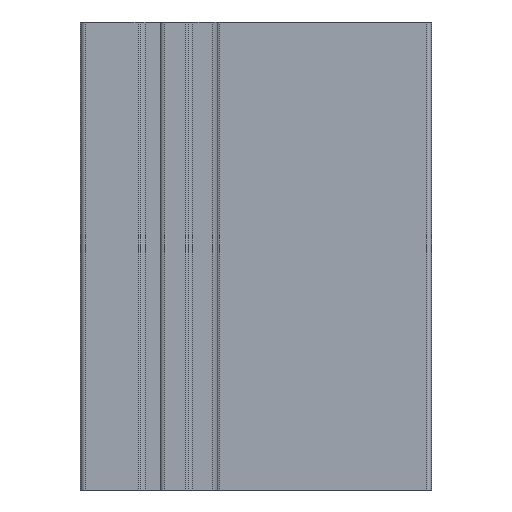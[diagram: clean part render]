
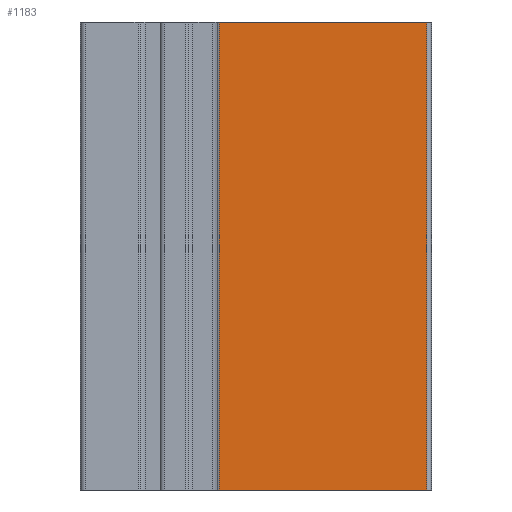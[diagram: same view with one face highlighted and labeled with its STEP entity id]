
A CAD part, front view. The second image highlights one B-rep face of the part: STEP entity #1183.
In plain terms, the highlighted planar face has unit normal (0, -1, 0).
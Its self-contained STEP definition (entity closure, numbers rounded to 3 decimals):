
#45=PLANE('',#1319);
#105=FACE_OUTER_BOUND('',#165,.T.);
#165=EDGE_LOOP('',(#1035,#1036,#1037,#1038));
#184=LINE('',#1738,#302);
#215=LINE('',#1843,#333);
#225=LINE('',#1867,#343);
#284=LINE('',#2022,#402);
#302=VECTOR('',#1376,10.);
#333=VECTOR('',#1467,10.);
#343=VECTOR('',#1493,10.);
#402=VECTOR('',#1670,10.);
#486=VERTEX_POINT('',#1735);
#487=VERTEX_POINT('',#1737);
#531=VERTEX_POINT('',#1841);
#537=VERTEX_POINT('',#1866);
#605=EDGE_CURVE('',#487,#486,#184,.T.);
#658=EDGE_CURVE('',#531,#486,#215,.T.);
#670=EDGE_CURVE('',#487,#537,#225,.T.);
#748=EDGE_CURVE('',#537,#531,#284,.T.);
#1035=ORIENTED_EDGE('',*,*,#658,.F.);
#1036=ORIENTED_EDGE('',*,*,#748,.F.);
#1037=ORIENTED_EDGE('',*,*,#670,.F.);
#1038=ORIENTED_EDGE('',*,*,#605,.T.);
#1183=ADVANCED_FACE('',(#105),#45,.T.);
#1319=AXIS2_PLACEMENT_3D('',#2021,#1668,#1669);
#1376=DIRECTION('',(1.,0.,0.));
#1467=DIRECTION('',(0.,0.,-1.));
#1493=DIRECTION('',(0.,0.,1.));
#1668=DIRECTION('center_axis',(0.,-1.,0.));
#1669=DIRECTION('ref_axis',(1.,0.,0.));
#1670=DIRECTION('',(1.,0.,0.));
#1735=CARTESIAN_POINT('',(28.,0.,0.));
#1737=CARTESIAN_POINT('',(-16.3,0.,0.));
#1738=CARTESIAN_POINT('',(-29.,0.,0.));
#1841=CARTESIAN_POINT('',(28.,0.,100.));
#1843=CARTESIAN_POINT('',(28.,0.,0.));
#1866=CARTESIAN_POINT('',(-16.3,0.,100.));
#1867=CARTESIAN_POINT('',(-16.3,0.,50.));
#2021=CARTESIAN_POINT('Origin',(-29.,0.,0.));
#2022=CARTESIAN_POINT('',(-29.,0.,100.));
